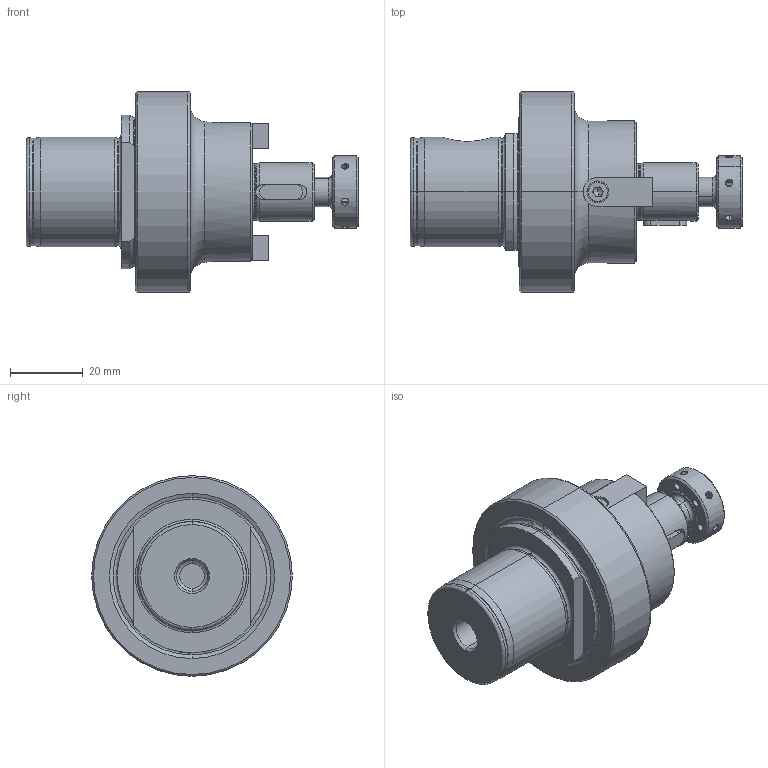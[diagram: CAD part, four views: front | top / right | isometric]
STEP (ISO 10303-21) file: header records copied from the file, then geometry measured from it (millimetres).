
FILE_DESCRIPTION (( 'STEP AP203' ), '1' );
FILE_NAME ('354.550.016.STEP', '2019-01-22T16:10:21', ( 'SWIAdmin' ), ( 'Hewlett-Packard Company' ), 'SwSTEP 2.0', 'SolidWorks 2017', '' );
FILE_SCHEMA (( 'CONFIG_CONTROL_DESIGN' ));
Length unit declared in the file: millimetre
Products named in the file (8): D16-ER1.K62.007_A; D16-ER1.K61.012; 354.550.016; MB5-D16.K01.032_D; D16-ER2.002.008_A; D16-ER3.001.014_A; ISO 4762 - M3 x 8; D16-ER1.K63.012_A
Assembly tree (9 placements, depth 3):
  354.550.016
    MB5-D16.K01.032_D
    D16-ER2.002.008_A  x2
    D16-ER3.001.014_A
    ISO 4762 - M3 x 8  x2
    D16-ER1.K61.012
      D16-ER1.K63.012_A
      D16-ER1.K62.007_A
Bounding box: 91 x 55 x 55 mm (x, y, z)
Volume: 80968.7 mm3; surface area: 20232.1 mm2
Topology: 8 solids, 8 shells, 344 faces, 807 edges, 461 vertices
Faces by surface type: cylinder 125, cone 103, plane 77, torus 39
Entity records: 10165 total; most frequent: CARTESIAN_POINT 2591, DIRECTION 1429, ORIENTED_EDGE 1380, EDGE_CURVE 690, AXIS2_PLACEMENT_3D 584, VERTEX_POINT 410, EDGE_LOOP 346, FACE_OUTER_BOUND 305
